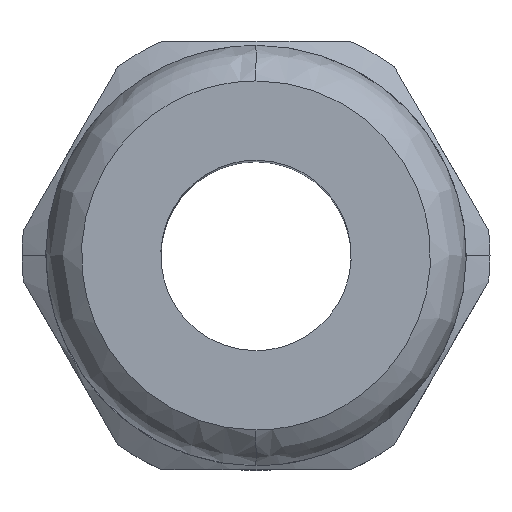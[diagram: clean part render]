
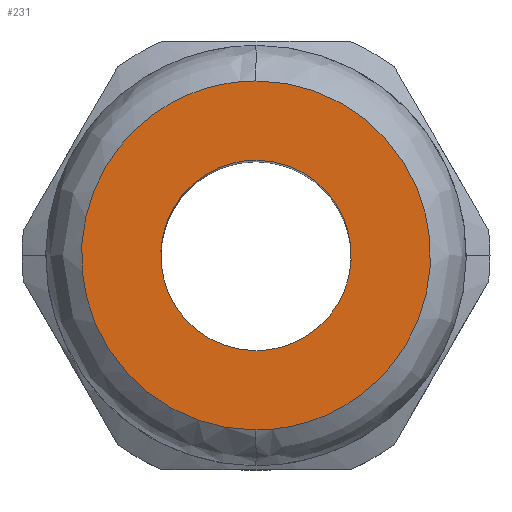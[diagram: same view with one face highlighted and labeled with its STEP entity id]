
A CAD part, top view. The second image highlights one B-rep face of the part: STEP entity #231.
In plain terms, the highlighted planar face has unit normal (0, 0, 1).
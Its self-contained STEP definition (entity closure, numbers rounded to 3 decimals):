
#165=AXIS2_PLACEMENT_3D('Plane Axis2P3D',#162,#163,#164) ;
#63=CARTESIAN_POINT('Vertex',(14.75,2.5,61.767)) ;
#67=CARTESIAN_POINT('Control Point',(14.75,2.5,61.767)) ;
#68=CARTESIAN_POINT('Control Point',(-7.25,2.5,61.767)) ;
#69=CARTESIAN_POINT('Control Point',(-7.25,24.5,61.767)) ;
#70=CARTESIAN_POINT('Control Point',(14.75,24.5,61.767)) ;
#71=CARTESIAN_POINT('Vertex',(14.75,24.5,61.767)) ;
#150=CARTESIAN_POINT('Control Point',(14.75,24.5,61.767)) ;
#151=CARTESIAN_POINT('Control Point',(36.75,24.5,61.767)) ;
#152=CARTESIAN_POINT('Control Point',(36.75,2.5,61.767)) ;
#153=CARTESIAN_POINT('Control Point',(14.75,2.5,61.767)) ;
#162=CARTESIAN_POINT('Axis2P3D Location',(3.75,13.5,61.767)) ;
#172=CARTESIAN_POINT('Control Point',(14.75,7.5,61.767)) ;
#173=CARTESIAN_POINT('Control Point',(14.15,7.5,61.767)) ;
#174=CARTESIAN_POINT('Control Point',(13.55,7.575,61.767)) ;
#175=CARTESIAN_POINT('Control Point',(12.962,7.725,61.767)) ;
#176=CARTESIAN_POINT('Control Point',(11.837,8.169,61.767)) ;
#177=CARTESIAN_POINT('Control Point',(10.856,8.876,61.767)) ;
#178=CARTESIAN_POINT('Control Point',(10.413,9.289,61.767)) ;
#179=CARTESIAN_POINT('Control Point',(9.638,10.218,61.767)) ;
#180=CARTESIAN_POINT('Control Point',(9.116,11.308,61.767)) ;
#181=CARTESIAN_POINT('Control Point',(8.925,11.884,61.767)) ;
#182=CARTESIAN_POINT('Control Point',(8.69,13.07,61.767)) ;
#183=CARTESIAN_POINT('Control Point',(8.755,14.278,61.767)) ;
#184=CARTESIAN_POINT('Control Point',(8.863,14.875,61.767)) ;
#185=CARTESIAN_POINT('Control Point',(9.226,16.028,61.767)) ;
#186=CARTESIAN_POINT('Control Point',(9.862,17.057,61.767)) ;
#187=CARTESIAN_POINT('Control Point',(10.243,17.529,61.767)) ;
#188=CARTESIAN_POINT('Control Point',(11.114,18.367,61.767)) ;
#189=CARTESIAN_POINT('Control Point',(12.165,18.965,61.767)) ;
#190=CARTESIAN_POINT('Control Point',(12.726,19.196,61.767)) ;
#191=CARTESIAN_POINT('Control Point',(13.474,19.4,61.767)) ;
#192=CARTESIAN_POINT('Control Point',(14.24,19.482,61.767)) ;
#193=CARTESIAN_POINT('Control Point',(14.41,19.494,61.767)) ;
#194=CARTESIAN_POINT('Control Point',(14.58,19.5,61.767)) ;
#195=CARTESIAN_POINT('Control Point',(14.75,19.5,61.767)) ;
#196=CARTESIAN_POINT('Vertex',(14.75,7.5,61.767)) ;
#198=CARTESIAN_POINT('Vertex',(14.75,19.5,61.767)) ;
#202=CARTESIAN_POINT('Control Point',(14.75,19.5,61.767)) ;
#203=CARTESIAN_POINT('Control Point',(15.35,19.5,61.767)) ;
#204=CARTESIAN_POINT('Control Point',(15.95,19.425,61.767)) ;
#205=CARTESIAN_POINT('Control Point',(16.538,19.275,61.767)) ;
#206=CARTESIAN_POINT('Control Point',(17.663,18.831,61.767)) ;
#207=CARTESIAN_POINT('Control Point',(18.644,18.124,61.767)) ;
#208=CARTESIAN_POINT('Control Point',(19.087,17.711,61.767)) ;
#209=CARTESIAN_POINT('Control Point',(19.862,16.782,61.767)) ;
#210=CARTESIAN_POINT('Control Point',(20.384,15.692,61.767)) ;
#211=CARTESIAN_POINT('Control Point',(20.575,15.116,61.767)) ;
#212=CARTESIAN_POINT('Control Point',(20.81,13.93,61.767)) ;
#213=CARTESIAN_POINT('Control Point',(20.745,12.722,61.767)) ;
#214=CARTESIAN_POINT('Control Point',(20.637,12.125,61.767)) ;
#215=CARTESIAN_POINT('Control Point',(20.274,10.972,61.767)) ;
#216=CARTESIAN_POINT('Control Point',(19.638,9.943,61.767)) ;
#217=CARTESIAN_POINT('Control Point',(19.257,9.471,61.767)) ;
#218=CARTESIAN_POINT('Control Point',(18.386,8.633,61.767)) ;
#219=CARTESIAN_POINT('Control Point',(17.335,8.035,61.767)) ;
#220=CARTESIAN_POINT('Control Point',(16.774,7.804,61.767)) ;
#221=CARTESIAN_POINT('Control Point',(16.026,7.6,61.767)) ;
#222=CARTESIAN_POINT('Control Point',(15.26,7.518,61.767)) ;
#223=CARTESIAN_POINT('Control Point',(15.09,7.506,61.767)) ;
#224=CARTESIAN_POINT('Control Point',(14.92,7.5,61.767)) ;
#225=CARTESIAN_POINT('Control Point',(14.75,7.5,61.767)) ;
#163=DIRECTION('Axis2P3D Direction',(0.,-0.,1.)) ;
#164=DIRECTION('Axis2P3D XDirection',(0.,1.,0.)) ;
#168=ORIENTED_EDGE('',*,*,#73,.T.) ;
#169=ORIENTED_EDGE('',*,*,#154,.T.) ;
#228=ORIENTED_EDGE('',*,*,#200,.T.) ;
#229=ORIENTED_EDGE('',*,*,#226,.T.) ;
#230=FACE_BOUND('',#227,.T.) ;
#231=ADVANCED_FACE('Importiert1',(#170,#230),#166,.T.) ;
#171=B_SPLINE_CURVE_WITH_KNOTS('',5,(#172,#173,#174,#175,#176,#177,#178,#179,#180,#181,#182,#183,#184,#185,#186,#187,#188,#189,#190,#191,#192,#193,#194,#195),.UNSPECIFIED.,.F.,.U.,(6,3,3,3,3,3,3,6),(0.,4.243,8.485,12.728,16.97,21.213,25.456,26.657),.UNSPECIFIED.) ;
#201=B_SPLINE_CURVE_WITH_KNOTS('',5,(#202,#203,#204,#205,#206,#207,#208,#209,#210,#211,#212,#213,#214,#215,#216,#217,#218,#219,#220,#221,#222,#223,#224,#225),.UNSPECIFIED.,.F.,.U.,(6,3,3,3,3,3,3,6),(0.,4.243,8.485,12.728,16.97,21.213,25.456,26.657),.UNSPECIFIED.) ;
#73=EDGE_CURVE('',#72,#64,#66,.F.) ;
#154=EDGE_CURVE('',#64,#72,#149,.F.) ;
#200=EDGE_CURVE('',#197,#199,#171,.T.) ;
#226=EDGE_CURVE('',#199,#197,#201,.T.) ;
#167=EDGE_LOOP('',(#168,#169)) ;
#227=EDGE_LOOP('',(#228,#229)) ;
#170=FACE_OUTER_BOUND('',#167,.T.) ;
#166=PLANE('',#165) ;
#64=VERTEX_POINT('',#63) ;
#72=VERTEX_POINT('',#71) ;
#197=VERTEX_POINT('',#196) ;
#199=VERTEX_POINT('',#198) ;
#66=(BOUNDED_CURVE()B_SPLINE_CURVE(3,(#67,#68,#69,#70),.UNSPECIFIED.,.F.,.U.)B_SPLINE_CURVE_WITH_KNOTS((4,4),(0.,74.873),.UNSPECIFIED.)CURVE()GEOMETRIC_REPRESENTATION_ITEM()RATIONAL_B_SPLINE_CURVE((1.,0.333,0.333,1.))REPRESENTATION_ITEM('')) ;
#149=(BOUNDED_CURVE()B_SPLINE_CURVE(3,(#150,#151,#152,#153),.UNSPECIFIED.,.F.,.U.)B_SPLINE_CURVE_WITH_KNOTS((4,4),(0.,74.873),.UNSPECIFIED.)CURVE()GEOMETRIC_REPRESENTATION_ITEM()RATIONAL_B_SPLINE_CURVE((1.,0.333,0.333,1.))REPRESENTATION_ITEM('')) ;
